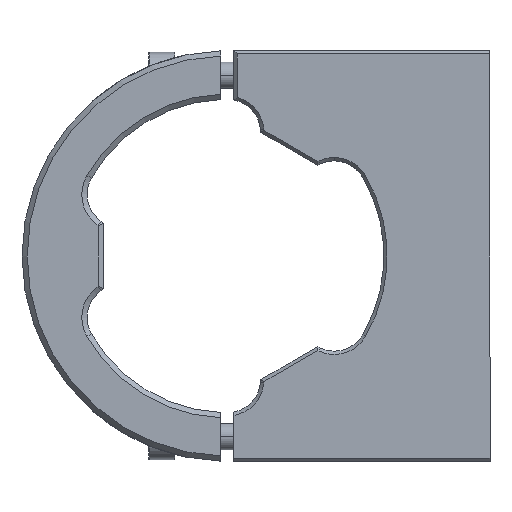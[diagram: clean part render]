
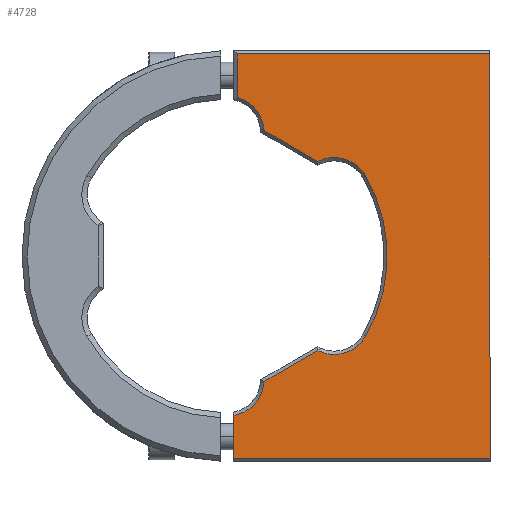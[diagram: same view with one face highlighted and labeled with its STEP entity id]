
A CAD part, left-side view. The second image highlights one B-rep face of the part: STEP entity #4728.
In plain terms, the highlighted planar face has unit normal (-1, 0, 0).
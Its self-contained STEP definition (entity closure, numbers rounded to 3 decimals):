
#15 = DIRECTION ( 'NONE',  ( 0., -0.906, 0.423 ) ) ;
#45 = DIRECTION ( 'NONE',  ( 0., 1., 0. ) ) ;
#88 = DIRECTION ( 'NONE',  ( 1., 0., 0. ) ) ;
#94 = VECTOR ( 'NONE', #3447, 1000. ) ;
#121 = EDGE_CURVE ( 'NONE', #4313, #2827, #2191, .T. ) ;
#198 = DIRECTION ( 'NONE',  ( 0., -0.087, -0.996 ) ) ;
#262 = AXIS2_PLACEMENT_3D ( 'NONE', #3480, #2406, #3535 ) ;
#288 = CARTESIAN_POINT ( 'NONE',  ( 90.3, -40., 31.263 ) ) ;
#341 = VERTEX_POINT ( 'NONE', #751 ) ;
#376 = CARTESIAN_POINT ( 'NONE',  ( 90.3, -14.005, 14.258 ) ) ;
#415 = LINE ( 'NONE', #4193, #3933 ) ;
#426 = DIRECTION ( 'NONE',  ( 0., 0.866, -0.5 ) ) ;
#433 = LINE ( 'NONE', #510, #3086 ) ;
#436 = ORIENTED_EDGE ( 'NONE', *, *, #758, .T. ) ;
#477 = VERTEX_POINT ( 'NONE', #3091 ) ;
#483 = ORIENTED_EDGE ( 'NONE', *, *, #2447, .T. ) ;
#484 = DIRECTION ( 'NONE',  ( 0., 0., -1. ) ) ;
#488 = DIRECTION ( 'NONE',  ( 0., 0., -1. ) ) ;
#510 = CARTESIAN_POINT ( 'NONE',  ( 90.3, -1.5, 23.763 ) ) ;
#513 = PLANE ( 'NONE',  #3153 ) ;
#527 = CARTESIAN_POINT ( 'NONE',  ( 90.3, -40., 30.763 ) ) ;
#552 = ORIENTED_EDGE ( 'NONE', *, *, #2717, .T. ) ;
#560 = DIRECTION ( 'NONE',  ( 0., 0., -1. ) ) ;
#569 = LINE ( 'NONE', #1315, #4160 ) ;
#585 = CIRCLE ( 'NONE', #3377, 24.35 ) ;
#589 = ORIENTED_EDGE ( 'NONE', *, *, #2085, .T. ) ;
#649 = VECTOR ( 'NONE', #3502, 1000. ) ;
#683 = CARTESIAN_POINT ( 'NONE',  ( 90.3, -16.288, 9.489 ) ) ;
#684 = DIRECTION ( 'NONE',  ( 1., 0., 0. ) ) ;
#724 = EDGE_CURVE ( 'NONE', #4313, #3587, #415, .T. ) ;
#751 = CARTESIAN_POINT ( 'NONE',  ( 90.3, -5.57, -19.127 ) ) ;
#758 = EDGE_CURVE ( 'NONE', #1540, #477, #841, .T. ) ;
#781 = EDGE_CURVE ( 'NONE', #341, #3006, #3078, .T. ) ;
#811 = CARTESIAN_POINT ( 'NONE',  ( 90.3, -5.553, -19.329 ) ) ;
#841 = LINE ( 'NONE', #1132, #94 ) ;
#877 = EDGE_CURVE ( 'NONE', #4278, #2642, #569, .T. ) ;
#931 = CARTESIAN_POINT ( 'NONE',  ( 90.3, -21.04, 12.257 ) ) ;
#959 = VERTEX_POINT ( 'NONE', #2798 ) ;
#977 = VECTOR ( 'NONE', #426, 1000. ) ;
#1032 = VECTOR ( 'NONE', #1431, 1000. ) ;
#1046 = CARTESIAN_POINT ( 'NONE',  ( 90.3, -5.553, -19.329 ) ) ;
#1064 = CARTESIAN_POINT ( 'NONE',  ( 90.3, -13.78, 14.388 ) ) ;
#1070 = CIRCLE ( 'NONE', #3887, 5.5 ) ;
#1074 = CARTESIAN_POINT ( 'NONE',  ( 90.3, -16.288, -9.489 ) ) ;
#1132 = CARTESIAN_POINT ( 'NONE',  ( 90.3, -13.544, -14.278 ) ) ;
#1181 = LINE ( 'NONE', #1912, #1382 ) ;
#1267 = LINE ( 'NONE', #2703, #977 ) ;
#1315 = CARTESIAN_POINT ( 'NONE',  ( 90.3, -5.593, 18.868 ) ) ;
#1353 = CARTESIAN_POINT ( 'NONE',  ( 90.3, 0., 0. ) ) ;
#1382 = VECTOR ( 'NONE', #15, 1000. ) ;
#1399 = EDGE_CURVE ( 'NONE', #3065, #959, #1787, .T. ) ;
#1431 = DIRECTION ( 'NONE',  ( 0., 0., -1. ) ) ;
#1435 = DIRECTION ( 'NONE',  ( 0., -1., 0. ) ) ;
#1494 = CARTESIAN_POINT ( 'NONE',  ( 90.3, -1., -23.763 ) ) ;
#1495 = ORIENTED_EDGE ( 'NONE', *, *, #3614, .T. ) ;
#1522 = DIRECTION ( 'NONE',  ( 0., -0.866, -0.5 ) ) ;
#1540 = VERTEX_POINT ( 'NONE', #4607 ) ;
#1595 = CARTESIAN_POINT ( 'NONE',  ( 90.3, -5.553, 19.329 ) ) ;
#1632 = CARTESIAN_POINT ( 'NONE',  ( 90.3, -16.288, -9.489 ) ) ;
#1645 = ORIENTED_EDGE ( 'NONE', *, *, #877, .T. ) ;
#1657 = FACE_OUTER_BOUND ( 'NONE', #3757, .T. ) ;
#1702 = EDGE_CURVE ( 'NONE', #3587, #3210, #433, .T. ) ;
#1787 = CIRCLE ( 'NONE', #2351, 5.5 ) ;
#1799 = EDGE_CURVE ( 'NONE', #3006, #3251, #1070, .T. ) ;
#1837 = ORIENTED_EDGE ( 'NONE', *, *, #1928, .T. ) ;
#1879 = ORIENTED_EDGE ( 'NONE', *, *, #1799, .T. ) ;
#1912 = CARTESIAN_POINT ( 'NONE',  ( 90.3, -13.963, 14.473 ) ) ;
#1928 = EDGE_CURVE ( 'NONE', #4686, #4802, #585, .T. ) ;
#1933 = CARTESIAN_POINT ( 'NONE',  ( 90.3, -40., -30.763 ) ) ;
#2033 = DIRECTION ( 'NONE',  ( 0., 0., -1. ) ) ;
#2071 = EDGE_CURVE ( 'NONE', #4900, #3251, #4918, .T. ) ;
#2085 = EDGE_CURVE ( 'NONE', #2642, #3570, #2279, .T. ) ;
#2119 = CARTESIAN_POINT ( 'NONE',  ( 90.3, -5.57, 19.127 ) ) ;
#2141 = EDGE_CURVE ( 'NONE', #477, #341, #1267, .T. ) ;
#2191 = LINE ( 'NONE', #288, #1032 ) ;
#2192 = DIRECTION ( 'NONE',  ( 1., 0., 0. ) ) ;
#2193 = EDGE_CURVE ( 'NONE', #3210, #4278, #4416, .T. ) ;
#2203 = DIRECTION ( 'NONE',  ( 0., 0., 1. ) ) ;
#2222 = LINE ( 'NONE', #3402, #3818 ) ;
#2261 = VECTOR ( 'NONE', #1522, 1000. ) ;
#2279 = LINE ( 'NONE', #376, #2261 ) ;
#2346 = VECTOR ( 'NONE', #2203, 1000. ) ;
#2351 = AXIS2_PLACEMENT_3D ( 'NONE', #683, #4459, #4413 ) ;
#2406 = DIRECTION ( 'NONE',  ( 1., 0., 0. ) ) ;
#2447 = EDGE_CURVE ( 'NONE', #3570, #3065, #1181, .T. ) ;
#2549 = ORIENTED_EDGE ( 'NONE', *, *, #781, .T. ) ;
#2642 = VERTEX_POINT ( 'NONE', #2119 ) ;
#2703 = CARTESIAN_POINT ( 'NONE',  ( 90.3, -5.345, -19.258 ) ) ;
#2717 = EDGE_CURVE ( 'NONE', #4802, #1540, #4657, .T. ) ;
#2798 = CARTESIAN_POINT ( 'NONE',  ( 90.3, -16.288, 14.989 ) ) ;
#2827 = VERTEX_POINT ( 'NONE', #1933 ) ;
#2838 = CARTESIAN_POINT ( 'NONE',  ( 90.3, -1., -24.271 ) ) ;
#2841 = ORIENTED_EDGE ( 'NONE', *, *, #1702, .T. ) ;
#2859 = ORIENTED_EDGE ( 'NONE', *, *, #3919, .T. ) ;
#2923 = CARTESIAN_POINT ( 'NONE',  ( 90.3, -21.04, -12.257 ) ) ;
#3006 = VERTEX_POINT ( 'NONE', #1046 ) ;
#3065 = VERTEX_POINT ( 'NONE', #3644 ) ;
#3078 = LINE ( 'NONE', #811, #649 ) ;
#3086 = VECTOR ( 'NONE', #2033, 1000. ) ;
#3091 = CARTESIAN_POINT ( 'NONE',  ( 90.3, -13.78, -14.388 ) ) ;
#3153 = AXIS2_PLACEMENT_3D ( 'NONE', #1632, #88, #488 ) ;
#3169 = ORIENTED_EDGE ( 'NONE', *, *, #2193, .T. ) ;
#3210 = VERTEX_POINT ( 'NONE', #3358 ) ;
#3251 = VERTEX_POINT ( 'NONE', #2838 ) ;
#3358 = CARTESIAN_POINT ( 'NONE',  ( 90.3, -1.5, 24.162 ) ) ;
#3374 = AXIS2_PLACEMENT_3D ( 'NONE', #1074, #684, #3651 ) ;
#3377 = AXIS2_PLACEMENT_3D ( 'NONE', #1353, #3989, #560 ) ;
#3402 = CARTESIAN_POINT ( 'NONE',  ( 90.3, -40., -30.763 ) ) ;
#3442 = ORIENTED_EDGE ( 'NONE', *, *, #1399, .T. ) ;
#3447 = DIRECTION ( 'NONE',  ( 0., 0.906, 0.423 ) ) ;
#3480 = CARTESIAN_POINT ( 'NONE',  ( 90.3, -0.074, 18.85 ) ) ;
#3502 = DIRECTION ( 'NONE',  ( 0., 0.087, -0.996 ) ) ;
#3535 = DIRECTION ( 'NONE',  ( 0., 0., -1. ) ) ;
#3570 = VERTEX_POINT ( 'NONE', #1064 ) ;
#3587 = VERTEX_POINT ( 'NONE', #4570 ) ;
#3606 = ORIENTED_EDGE ( 'NONE', *, *, #2141, .T. ) ;
#3614 = EDGE_CURVE ( 'NONE', #4900, #2827, #2222, .T. ) ;
#3644 = CARTESIAN_POINT ( 'NONE',  ( 90.3, -13.963, 14.473 ) ) ;
#3651 = DIRECTION ( 'NONE',  ( 0., 0., -1. ) ) ;
#3757 = EDGE_LOOP ( 'NONE', ( #4897, #1495, #3973, #3908, #2841, #3169, #1645, #589, #483, #3442, #2859, #1837, #552, #436, #3606, #2549, #1879 ) ) ;
#3818 = VECTOR ( 'NONE', #1435, 1000. ) ;
#3827 = DIRECTION ( 'NONE',  ( 0., 0., -1. ) ) ;
#3887 = AXIS2_PLACEMENT_3D ( 'NONE', #3918, #4330, #484 ) ;
#3889 = CIRCLE ( 'NONE', #3895, 5.5 ) ;
#3895 = AXIS2_PLACEMENT_3D ( 'NONE', #4908, #2192, #3827 ) ;
#3908 = ORIENTED_EDGE ( 'NONE', *, *, #724, .T. ) ;
#3918 = CARTESIAN_POINT ( 'NONE',  ( 90.3, -0.074, -18.85 ) ) ;
#3919 = EDGE_CURVE ( 'NONE', #959, #4686, #3889, .T. ) ;
#3933 = VECTOR ( 'NONE', #45, 1000. ) ;
#3973 = ORIENTED_EDGE ( 'NONE', *, *, #121, .F. ) ;
#3989 = DIRECTION ( 'NONE',  ( 1., 0., 0. ) ) ;
#4160 = VECTOR ( 'NONE', #198, 1000. ) ;
#4193 = CARTESIAN_POINT ( 'NONE',  ( 90.3, -1., 30.763 ) ) ;
#4278 = VERTEX_POINT ( 'NONE', #1595 ) ;
#4313 = VERTEX_POINT ( 'NONE', #527 ) ;
#4330 = DIRECTION ( 'NONE',  ( 1., 0., 0. ) ) ;
#4413 = DIRECTION ( 'NONE',  ( 0., 0., -1. ) ) ;
#4416 = CIRCLE ( 'NONE', #262, 5.5 ) ;
#4459 = DIRECTION ( 'NONE',  ( 1., 0., 0. ) ) ;
#4477 = CARTESIAN_POINT ( 'NONE',  ( 90.3, -1., -30.763 ) ) ;
#4570 = CARTESIAN_POINT ( 'NONE',  ( 90.3, -1.5, 30.763 ) ) ;
#4607 = CARTESIAN_POINT ( 'NONE',  ( 90.3, -13.963, -14.473 ) ) ;
#4657 = CIRCLE ( 'NONE', #3374, 5.5 ) ;
#4686 = VERTEX_POINT ( 'NONE', #931 ) ;
#4728 = ADVANCED_FACE ( 'NONE', ( #1657 ), #513, .F. ) ;
#4802 = VERTEX_POINT ( 'NONE', #2923 ) ;
#4897 = ORIENTED_EDGE ( 'NONE', *, *, #2071, .F. ) ;
#4900 = VERTEX_POINT ( 'NONE', #4477 ) ;
#4908 = CARTESIAN_POINT ( 'NONE',  ( 90.3, -16.288, 9.489 ) ) ;
#4918 = LINE ( 'NONE', #1494, #2346 ) ;
